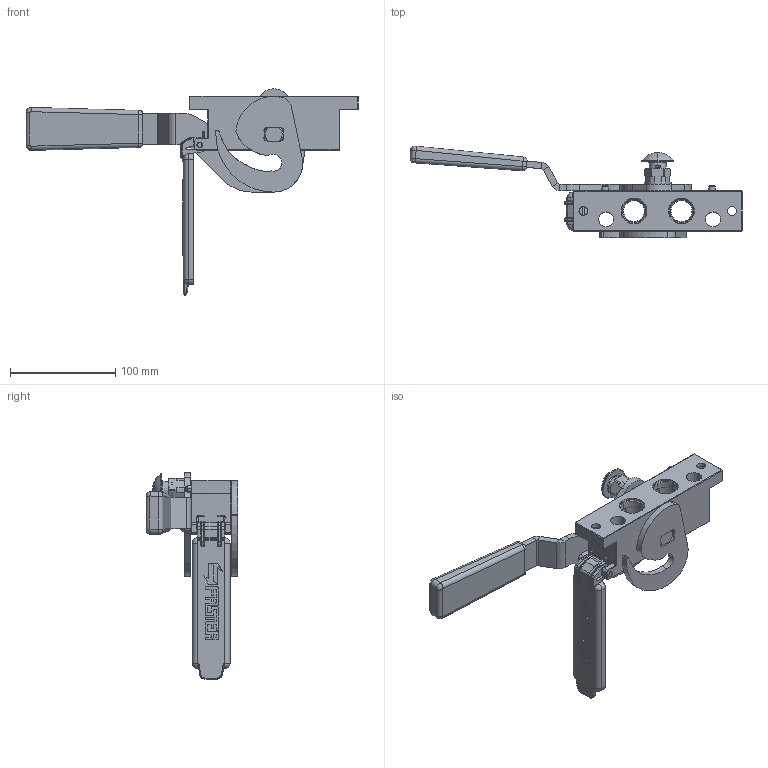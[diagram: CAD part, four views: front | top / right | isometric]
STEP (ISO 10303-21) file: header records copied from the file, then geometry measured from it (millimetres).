
FILE_DESCRIPTION (( 'STEP AP214' ), '1' );
FILE_NAME ('FASTER.step', '2024-02-01T19:13:37', ( '' ), ( '' ), 'SwSTEP 2.0', 'SolidWorks 2017', '' );
FILE_SCHEMA (( 'AUTOMOTIVE_DESIGN' ));
Length unit declared in the file: millimetre
Products named in the file (25): or1_5x7_m; 4860_024_0001_011; 4830_001_0005_301; sp_cil_6x14_b; 4830_070_0000_001; 4830_025_0000_001; FASTER; 4860_024_0001_021; 4830_025_2000_000; PB06_F_SX_BASE; 4860_024_0001_001; 4850_030_1000_000; 4860_020_0001_000; 4860_001_0001_000; 4860_024_0001_011_inv; 4860_001_0003_000; 4860_024_0000_012; 0048_042_0412_000; 4830_001_0005_300; sicura_p5; 4860_020_0001_001; 4860_024_0001_020; 4830_025_1000_000; 1540_080_0012_000; 4830_022_0000_011
Assembly tree (26 placements, depth 4):
  FASTER
    PB06_F_SX_BASE
      4860_020_0001_001
        4860_020_0001_000
        sp_cil_6x14_b  x2
      4830_025_1000_000
      4830_022_0000_011
      4830_070_0000_001
      4860_001_0003_000
      4830_001_0005_300
      4830_001_0005_301
      4860_001_0001_000
      4850_030_1000_000  x2
    4860_024_0001_011_inv
      4860_024_0001_001
        4860_024_0001_020
        4860_024_0001_021
      sicura_p5
        4830_025_0000_001
        or1_5x7_m
        0048_042_0412_000
      4860_024_0001_011
      4860_024_0000_012
      4830_025_2000_000
      1540_080_0012_000
Bounding box: 315.13 x 87.06 x 195.66 mm (x, y, z)
Volume: 111539.2 mm3; surface area: 141543.3 mm2
Topology: 17 solids, 27 shells, 1883 faces, 4750 edges, 2956 vertices
Faces by surface type: plane 1000, cylinder 433, bspline 182, cone 139, torus 98, sphere 31
Entity records: 79796 total; most frequent: CARTESIAN_POINT 35548, ORIENTED_EDGE 9332, DIRECTION 8474, EDGE_CURVE 4683, VECTOR 3082, LINE 3082, VERTEX_POINT 2934, AXIS2_PLACEMENT_3D 2696
